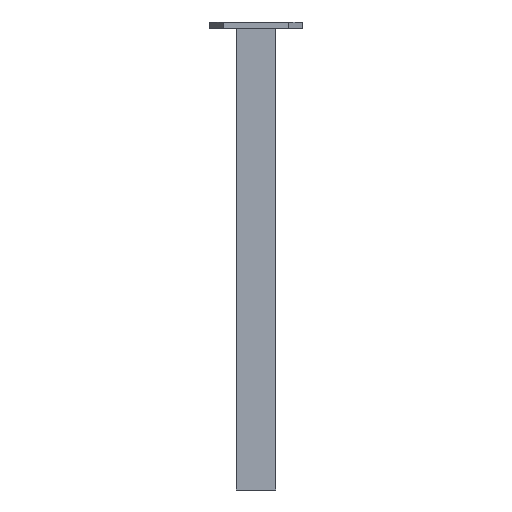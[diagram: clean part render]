
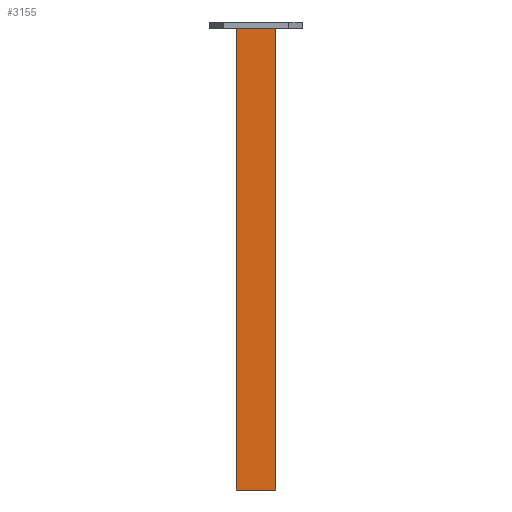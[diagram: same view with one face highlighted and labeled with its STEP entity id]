
A CAD part, front view. The second image highlights one B-rep face of the part: STEP entity #3155.
In plain terms, the highlighted planar face has unit normal (0, -1, 0).
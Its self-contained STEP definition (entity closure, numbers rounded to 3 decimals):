
#237 = CARTESIAN_POINT ( 'NONE',  ( -21., -40., 496. ) ) ;
#238 = DIRECTION ( 'NONE',  ( 0., 0., -1. ) ) ;
#240 = CARTESIAN_POINT ( 'NONE',  ( 21., -40., 0. ) ) ;
#241 = DIRECTION ( 'NONE',  ( 1., 0., 0. ) ) ;
#242 = CARTESIAN_POINT ( 'NONE',  ( 21., -40., 496. ) ) ;
#243 = DIRECTION ( 'NONE',  ( 1., 0., 0. ) ) ;
#507 = CARTESIAN_POINT ( 'NONE',  ( 21., -40., 0. ) ) ;
#543 = CARTESIAN_POINT ( 'NONE',  ( -21., -40., 0. ) ) ;
#549 = CARTESIAN_POINT ( 'NONE',  ( -21., -40., 496. ) ) ;
#595 = CARTESIAN_POINT ( 'NONE',  ( 21., -40., 496. ) ) ;
#752 = CARTESIAN_POINT ( 'NONE',  ( 21., -40., 496. ) ) ;
#754 = PLANE ( 'NONE',  #1077 ) ;
#757 = DIRECTION ( 'NONE',  ( 0., 1., 0. ) ) ;
#758 = DIRECTION ( 'NONE',  ( -1., 0., 0. ) ) ;
#1077 = AXIS2_PLACEMENT_3D ( 'NONE', #752, #757, #758 ) ;
#1227 = EDGE_CURVE ( 'NONE', #2011, #1824, #2631, .T. ) ;
#1372 = EDGE_CURVE ( 'NONE', #1931, #1925, #2839, .T. ) ;
#1374 = EDGE_CURVE ( 'NONE', #1925, #1824, #2843, .T. ) ;
#1376 = EDGE_CURVE ( 'NONE', #1931, #2011, #2845, .T. ) ;
#1824 = VERTEX_POINT ( 'NONE', #507 ) ;
#1925 = VERTEX_POINT ( 'NONE', #543 ) ;
#1931 = VERTEX_POINT ( 'NONE', #549 ) ;
#2011 = VERTEX_POINT ( 'NONE', #595 ) ;
#2052 = EDGE_LOOP ( 'NONE', ( #2223, #2224, #2225, #2226 ) ) ;
#2223 = ORIENTED_EDGE ( 'NONE', *, *, #1374, .T. ) ;
#2224 = ORIENTED_EDGE ( 'NONE', *, *, #1227, .F. ) ;
#2225 = ORIENTED_EDGE ( 'NONE', *, *, #1376, .F. ) ;
#2226 = ORIENTED_EDGE ( 'NONE', *, *, #1372, .T. ) ;
#2631 = LINE ( 'NONE', #3284, #2633 ) ;
#2633 = VECTOR ( 'NONE', #3282, 1000. ) ;
#2839 = LINE ( 'NONE', #237, #2842 ) ;
#2842 = VECTOR ( 'NONE', #238, 1000. ) ;
#2843 = LINE ( 'NONE', #240, #2846 ) ;
#2845 = LINE ( 'NONE', #242, #2848 ) ;
#2846 = VECTOR ( 'NONE', #241, 1000. ) ;
#2848 = VECTOR ( 'NONE', #243, 1000. ) ;
#2891 = FACE_OUTER_BOUND ( 'NONE', #2052, .T. ) ;
#3155 = ADVANCED_FACE ( 'NONE', ( #2891 ), #754, .F. ) ;
#3282 = DIRECTION ( 'NONE',  ( 0., 0., -1. ) ) ;
#3284 = CARTESIAN_POINT ( 'NONE',  ( 21., -40., 496. ) ) ;
